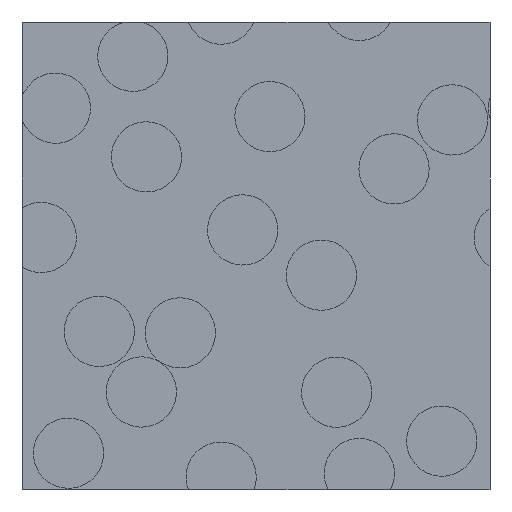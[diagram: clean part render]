
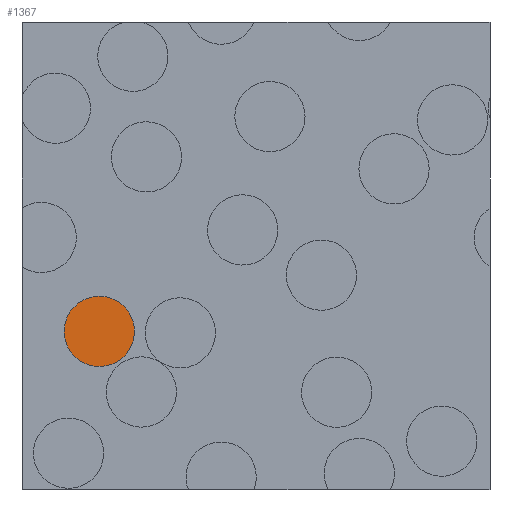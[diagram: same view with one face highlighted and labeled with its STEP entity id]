
A CAD part, top view. The second image highlights one B-rep face of the part: STEP entity #1367.
In plain terms, the highlighted planar face has unit normal (0, 0, 1).
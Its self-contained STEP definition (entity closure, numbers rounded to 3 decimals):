
#1367 = ADVANCED_FACE('',(#1368),#1381,.T.);
#1368 = FACE_BOUND('',#1369,.T.);
#1369 = EDGE_LOOP('',(#1370));
#1370 = ORIENTED_EDGE('',*,*,#1371,.T.);
#1371 = EDGE_CURVE('',#1372,#1372,#1374,.T.);
#1372 = VERTEX_POINT('',#1373);
#1373 = CARTESIAN_POINT('',(0.961,1.356,0.));
#1374 = SURFACE_CURVE('',#1375,(#1380),.PCURVE_S1.);
#1375 = ELLIPSE('',#1376,0.3,0.3);
#1376 = AXIS2_PLACEMENT_3D('',#1377,#1378,#1379);
#1377 = CARTESIAN_POINT('',(0.661,1.356,0.));
#1378 = DIRECTION('',(0.,0.,1.));
#1379 = DIRECTION('',(1.,0.,-0.));
#1380 = PCURVE('',#1381,#1386);
#1381 = PLANE('',#1382);
#1382 = AXIS2_PLACEMENT_3D('',#1383,#1384,#1385);
#1383 = CARTESIAN_POINT('',(0.661,1.356,0.));
#1384 = DIRECTION('',(0.,0.,1.));
#1385 = DIRECTION('',(1.,0.,-0.));
#1386 = DEFINITIONAL_REPRESENTATION('',(#1387),#1391);
#1387 = CIRCLE('',#1388,0.3);
#1388 = AXIS2_PLACEMENT_2D('',#1389,#1390);
#1389 = CARTESIAN_POINT('',(0.,0.));
#1390 = DIRECTION('',(1.,0.));
#1391 = ( GEOMETRIC_REPRESENTATION_CONTEXT(2) 
PARAMETRIC_REPRESENTATION_CONTEXT() REPRESENTATION_CONTEXT('2D SPACE',''
  ) );
